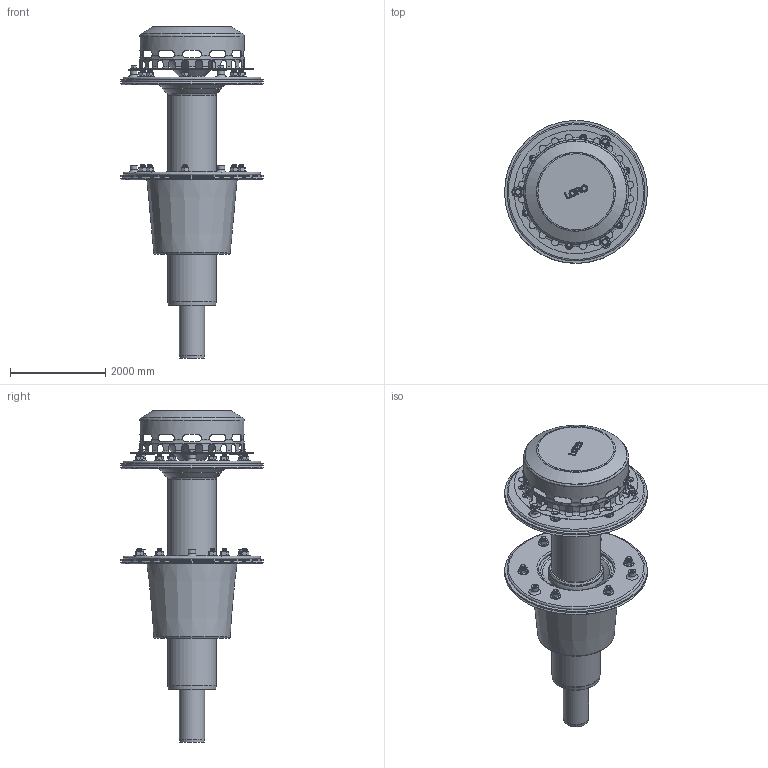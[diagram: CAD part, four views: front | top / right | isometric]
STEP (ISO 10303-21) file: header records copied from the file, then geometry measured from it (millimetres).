
FILE_DESCRIPTION(/* description */ (''),/* implementation_level */ '2;1');
FILE_NAME(/* name */ '21528.100X_3D.stp',/* time_stamp */ '2024-12-12T08:44:21+01:00',/* author */ ('CAD'),/* organization */ (''),/* preprocessor_version */ 'ST-DEVELOPER v20',/* originating_system */ 'AutoCAD Mechanical',/* authorisation */ '');
FILE_SCHEMA (('AUTOMOTIVE_DESIGN { 1 0 10303 214 3 1 1 }'));
Length unit declared in the file: centimetre
Products named in the file (6): Product; KORB; *S1; STUTZEN; *U4; *U3
Assembly tree (11 placements, depth 3):
  Product
    KORB
    *S1
    STUTZEN  x2
    *U4
      *U3  x6
Bounding box: 2999.86 x 2999.86 x 6972.5 mm (x, y, z)
Volume: 3695067468.4 mm3; surface area: 186037494.4 mm2
Topology: 57 solids, 57 shells, 1535 faces, 3583 edges, 2142 vertices
Faces by surface type: cone 621, plane 396, cylinder 356, torus 150, bspline 9, sphere 3
Full cylindrical faces by diameter (mm): 60 x3, 70 x12, 80 x27, 83.76 x12, 100 x3, 105 x2, 160 x24, 500 x3, 529.993 x1, 530 x3, 558.781 x1, 560 x1, 574.365 x1, 590 x1, 600 x2, 630 x1, 992 x2, 1016 x4, 1053.98 x1, 1054 x1, 1078 x1, 1121 x1, 1134 x2, 1158 x1, 1161 x1, 1250 x1, 1305 x2, 1470 x1, 1600 x2, 2130 x2
Entity records: 43957 total; most frequent: CARTESIAN_POINT 13014, DIRECTION 6761, ORIENTED_EDGE 6210, EDGE_CURVE 3105, AXIS2_PLACEMENT_3D 2802, VERTEX_POINT 1848, EDGE_LOOP 1483, CIRCLE 1462
